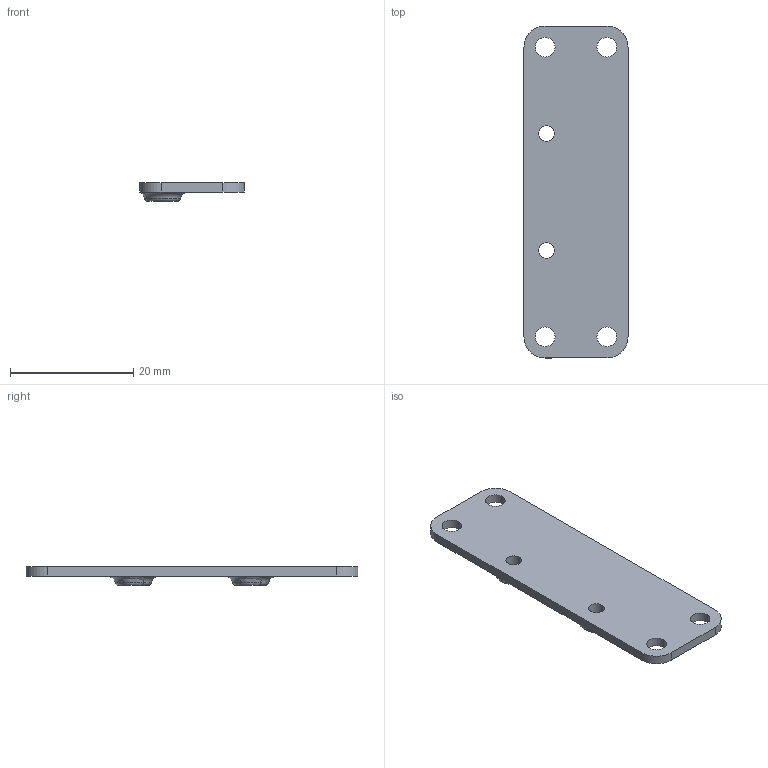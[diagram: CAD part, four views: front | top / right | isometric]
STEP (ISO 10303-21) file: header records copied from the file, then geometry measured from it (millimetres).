
FILE_DESCRIPTION (( 'STEP AP214' ), '1' );
FILE_NAME ('Afterburner_Camera_Mount_Adafruit_ADXL345_Mount.STEP', '2023-01-21T22:12:27', ( '' ), ( '' ), 'SwSTEP 2.0', 'SolidWorks 2023', '' );
FILE_SCHEMA (( 'AUTOMOTIVE_DESIGN' ));
Length unit declared in the file: millimetre
Products named in the file (1): Afterburner_Camera_Mount_Adafruit_ADXL345_Mount
Bounding box: 16.9 x 53.85 x 3 mm (x, y, z)
Volume: 1366.1 mm3; surface area: 2054.2 mm2
Topology: 1 solids, 1 shells, 34 faces, 88 edges, 56 vertices
Faces by surface type: cylinder 16, plane 8, torus 6, bspline 4
Entity records: 1389 total; most frequent: CARTESIAN_POINT 485, DIRECTION 198, ORIENTED_EDGE 176, EDGE_CURVE 88, AXIS2_PLACEMENT_3D 83, VERTEX_POINT 56, CIRCLE 52, EDGE_LOOP 46
